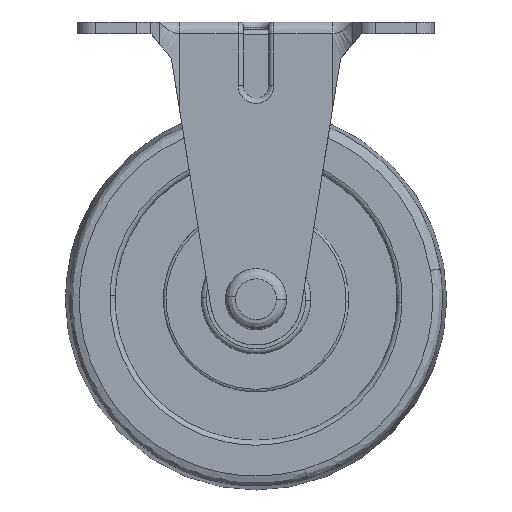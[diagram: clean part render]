
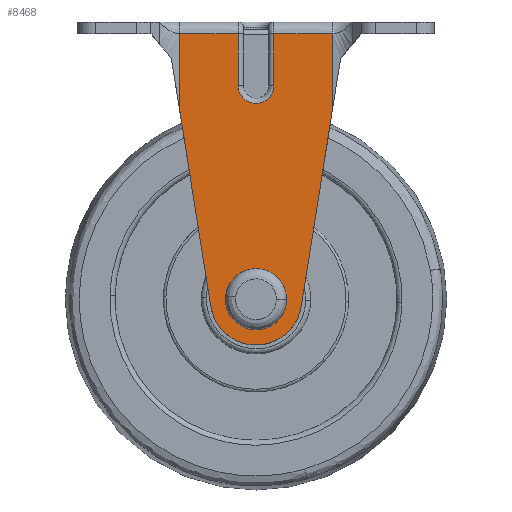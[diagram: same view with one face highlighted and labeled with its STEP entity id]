
A CAD part, front view. The second image highlights one B-rep face of the part: STEP entity #8468.
In plain terms, the highlighted free-form (B-spline) face has degree [1, 1] with [2, 2] control points.
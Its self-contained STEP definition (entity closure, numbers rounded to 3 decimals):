
#2623=CARTESIAN_POINT('',(-3.25,-15.3,0.028));
#2624=VERTEX_POINT('',#2623);
#2630=CARTESIAN_POINT('',(0.0,-15.3,-3.25));
#2631=VERTEX_POINT('',#2630);
#2632=CARTESIAN_POINT('',(-3.25,-15.3,0.028));
#2633=CARTESIAN_POINT('',(-3.25,-15.3,0.014));
#2634=CARTESIAN_POINT('',(-3.25,-15.3,0.0));
#2635=CARTESIAN_POINT('',(-3.25,-15.3,-3.25));
#2636=CARTESIAN_POINT('',(0.0,-15.3,-3.25));
#2644=(BOUNDED_CURVE()B_SPLINE_CURVE(2,(#2632,#2633,#2634,#2635,#2636),.UNSPECIFIED.,.F.,.U.)B_SPLINE_CURVE_WITH_KNOTS((3,2,3),(0.248,0.25,0.5),.UNSPECIFIED.)CURVE()GEOMETRIC_REPRESENTATION_ITEM()RATIONAL_B_SPLINE_CURVE((0.996,0.998,1.0,0.707,1.0))REPRESENTATION_ITEM(''));
#2645=EDGE_CURVE('',#2624,#2631,#2644,.T.);
#2647=CARTESIAN_POINT('',(3.225,-15.3,-0.403));
#2648=VERTEX_POINT('',#2647);
#2649=CARTESIAN_POINT('',(0.0,-15.3,-3.25));
#2650=CARTESIAN_POINT('',(2.869,-15.3,-3.25));
#2651=CARTESIAN_POINT('',(3.225,-15.3,-0.403));
#2659=(BOUNDED_CURVE()B_SPLINE_CURVE(2,(#2649,#2650,#2651),.UNSPECIFIED.,.F.,.U.)B_SPLINE_CURVE_WITH_KNOTS((3,3),(0.5,0.729),.UNSPECIFIED.)CURVE()GEOMETRIC_REPRESENTATION_ITEM()RATIONAL_B_SPLINE_CURVE((1.0,0.732,0.954))REPRESENTATION_ITEM(''));
#2660=EDGE_CURVE('',#2631,#2648,#2659,.T.);
#2710=CARTESIAN_POINT('',(0.0,-15.3,3.25));
#2711=VERTEX_POINT('',#2710);
#2712=CARTESIAN_POINT('',(3.225,-15.3,-0.403));
#2713=CARTESIAN_POINT('',(3.25,-15.3,-0.202));
#2714=CARTESIAN_POINT('',(3.25,-15.3,0.0));
#2715=CARTESIAN_POINT('',(3.25,-15.3,3.25));
#2716=CARTESIAN_POINT('',(0.0,-15.3,3.25));
#2724=(BOUNDED_CURVE()B_SPLINE_CURVE(2,(#2712,#2713,#2714,#2715,#2716),.UNSPECIFIED.,.F.,.U.)B_SPLINE_CURVE_WITH_KNOTS((3,2,3),(0.729,0.75,1.0),.UNSPECIFIED.)CURVE()GEOMETRIC_REPRESENTATION_ITEM()RATIONAL_B_SPLINE_CURVE((0.954,0.975,1.0,0.707,1.0))REPRESENTATION_ITEM(''));
#2725=EDGE_CURVE('',#2648,#2711,#2724,.T.);
#2727=CARTESIAN_POINT('',(0.0,-15.3,3.25));
#2728=CARTESIAN_POINT('',(-3.222,-15.3,3.25));
#2729=CARTESIAN_POINT('',(-3.25,-15.3,0.028));
#2737=(BOUNDED_CURVE()B_SPLINE_CURVE(2,(#2727,#2728,#2729),.UNSPECIFIED.,.F.,.U.)B_SPLINE_CURVE_WITH_KNOTS((3,3),(0.0,0.248),.UNSPECIFIED.)CURVE()GEOMETRIC_REPRESENTATION_ITEM()RATIONAL_B_SPLINE_CURVE((1.0,0.709,0.996))REPRESENTATION_ITEM(''));
#2738=EDGE_CURVE('',#2711,#2624,#2737,.T.);
#4148=CARTESIAN_POINT('',(3.5,-15.3,52.2));
#4149=VERTEX_POINT('',#4148);
#4199=CARTESIAN_POINT('',(15.,-15.3,52.2));
#4200=VERTEX_POINT('',#4199);
#4224=CARTESIAN_POINT('',(15.,-15.3,52.2));
#4225=CARTESIAN_POINT('',(11.167,-15.3,52.2));
#4226=CARTESIAN_POINT('',(7.333,-15.3,52.2));
#4227=CARTESIAN_POINT('',(3.5,-15.3,52.2));
#4228=B_SPLINE_CURVE_WITH_KNOTS('',3,(#4224,#4225,#4226,#4227),.UNSPECIFIED.,.F.,.U.,(4,4),(0.667,1.),.UNSPECIFIED.);
#4229=EDGE_CURVE('',#4200,#4149,#4228,.T.);
#4366=CARTESIAN_POINT('',(-3.5,-15.3,52.2));
#4367=VERTEX_POINT('',#4366);
#4449=CARTESIAN_POINT('',(-15.0,-15.3,52.2));
#4450=VERTEX_POINT('',#4449);
#4464=CARTESIAN_POINT('',(-3.5,-15.3,52.2));
#4465=CARTESIAN_POINT('',(-7.333,-15.3,52.2));
#4466=CARTESIAN_POINT('',(-11.167,-15.3,52.2));
#4467=CARTESIAN_POINT('',(-15.0,-15.3,52.2));
#4468=B_SPLINE_CURVE_WITH_KNOTS('',3,(#4464,#4465,#4466,#4467),.UNSPECIFIED.,.F.,.U.,(4,4),(0.0,0.333),.UNSPECIFIED.);
#4469=EDGE_CURVE('',#4367,#4450,#4468,.T.);
#5412=CARTESIAN_POINT('',(3.5,-15.3,42.0));
#5413=VERTEX_POINT('',#5412);
#5414=CARTESIAN_POINT('',(3.5,-15.3,52.2));
#5415=CARTESIAN_POINT('',(3.5,-15.3,42.0));
#5416=QUASI_UNIFORM_CURVE('',1,(#5414,#5415),.UNSPECIFIED.,.F.,.U.);
#5417=EDGE_CURVE('',#4149,#5413,#5416,.T.);
#5468=CARTESIAN_POINT('',(-3.5,-15.3,42.0));
#5469=VERTEX_POINT('',#5468);
#5483=CARTESIAN_POINT('',(3.5,-15.3,42.0));
#5484=CARTESIAN_POINT('',(3.5,-15.3,38.5));
#5485=CARTESIAN_POINT('',(0.0,-15.3,38.5));
#5486=CARTESIAN_POINT('',(-3.5,-15.3,38.5));
#5487=CARTESIAN_POINT('',(-3.5,-15.3,42.0));
#5495=(BOUNDED_CURVE()B_SPLINE_CURVE(2,(#5483,#5484,#5485,#5486,#5487),.UNSPECIFIED.,.F.,.U.)B_SPLINE_CURVE_WITH_KNOTS((3,2,3),(0.0,0.5,1.0),.UNSPECIFIED.)CURVE()GEOMETRIC_REPRESENTATION_ITEM()RATIONAL_B_SPLINE_CURVE((1.0,0.707,1.0,0.707,1.0))REPRESENTATION_ITEM(''));
#5496=EDGE_CURVE('',#5413,#5469,#5495,.T.);
#5582=CARTESIAN_POINT('',(-3.5,-15.3,42.0));
#5583=CARTESIAN_POINT('',(-3.5,-15.3,52.2));
#5584=QUASI_UNIFORM_CURVE('',1,(#5582,#5583),.UNSPECIFIED.,.F.,.U.);
#5585=EDGE_CURVE('',#5469,#4367,#5584,.T.);
#6702=CARTESIAN_POINT('',(15.,-15.3,37.05));
#6703=VERTEX_POINT('',#6702);
#6704=CARTESIAN_POINT('',(8.889,-15.3,-1.412));
#6705=VERTEX_POINT('',#6704);
#6706=CARTESIAN_POINT('',(15.,-15.3,37.05));
#6707=CARTESIAN_POINT('',(8.889,-15.3,-1.412));
#6708=QUASI_UNIFORM_CURVE('',1,(#6706,#6707),.UNSPECIFIED.,.F.,.U.);
#6709=EDGE_CURVE('',#6703,#6705,#6708,.T.);
#6819=CARTESIAN_POINT('',(-8.888,-15.3,-1.412));
#6820=VERTEX_POINT('',#6819);
#6821=CARTESIAN_POINT('',(-15.0,-15.3,37.05));
#6822=VERTEX_POINT('',#6821);
#6823=CARTESIAN_POINT('',(-8.888,-15.3,-1.412));
#6824=CARTESIAN_POINT('',(-15.0,-15.3,37.05));
#6825=QUASI_UNIFORM_CURVE('',1,(#6823,#6824),.UNSPECIFIED.,.F.,.U.);
#6826=EDGE_CURVE('',#6820,#6822,#6825,.T.);
#6907=CARTESIAN_POINT('',(-8.888,-15.3,-1.412));
#6908=CARTESIAN_POINT('',(-7.683,-15.3,-9.));
#6909=CARTESIAN_POINT('',(0.,-15.3,-9.));
#6910=CARTESIAN_POINT('',(7.683,-15.3,-9.));
#6911=CARTESIAN_POINT('',(8.889,-15.3,-1.412));
#6919=(BOUNDED_CURVE()B_SPLINE_CURVE(2,(#6907,#6908,#6909,#6910,#6911),.UNSPECIFIED.,.F.,.U.)B_SPLINE_CURVE_WITH_KNOTS((3,2,3),(0.0,0.5,1.0),.UNSPECIFIED.)CURVE()GEOMETRIC_REPRESENTATION_ITEM()RATIONAL_B_SPLINE_CURVE((1.0,0.761,1.0,0.761,1.0))REPRESENTATION_ITEM(''));
#6920=EDGE_CURVE('',#6820,#6705,#6919,.T.);
#8202=CARTESIAN_POINT('',(-15.0,-15.3,37.05));
#8203=CARTESIAN_POINT('',(-15.0,-15.3,52.2));
#8204=QUASI_UNIFORM_CURVE('',1,(#8202,#8203),.UNSPECIFIED.,.F.,.U.);
#8205=EDGE_CURVE('',#6822,#4450,#8204,.T.);
#8234=CARTESIAN_POINT('',(15.,-15.3,37.05));
#8235=CARTESIAN_POINT('',(15.,-15.3,52.2));
#8236=QUASI_UNIFORM_CURVE('',1,(#8234,#8235),.UNSPECIFIED.,.F.,.U.);
#8237=EDGE_CURVE('',#6703,#4200,#8236,.T.);
#8445=CARTESIAN_POINT('',(-16.499,-15.3,-12.057));
#8446=CARTESIAN_POINT('',(-16.499,-15.3,55.257));
#8447=CARTESIAN_POINT('',(16.499,-15.3,-12.057));
#8448=CARTESIAN_POINT('',(16.499,-15.3,55.257));
#8449=B_SPLINE_SURFACE_WITH_KNOTS('',1,1,((#8445,#8447),(#8446,#8448)),.UNSPECIFIED.,.F.,.F.,.U.,(2,2),(2,2),(0.0,67.314),(0.0,32.997),.UNSPECIFIED.);
#8450=ORIENTED_EDGE('',*,*,#8237,.T.);
#8451=ORIENTED_EDGE('',*,*,#4229,.T.);
#8452=ORIENTED_EDGE('',*,*,#5417,.T.);
#8453=ORIENTED_EDGE('',*,*,#5496,.T.);
#8454=ORIENTED_EDGE('',*,*,#5585,.T.);
#8455=ORIENTED_EDGE('',*,*,#4469,.T.);
#8456=ORIENTED_EDGE('',*,*,#8205,.F.);
#8457=ORIENTED_EDGE('',*,*,#6826,.F.);
#8458=ORIENTED_EDGE('',*,*,#6920,.T.);
#8459=ORIENTED_EDGE('',*,*,#6709,.F.);
#8460=EDGE_LOOP('',(#8450,#8451,#8452,#8453,#8454,#8455,#8456,#8457,#8458,#8459));
#8461=FACE_OUTER_BOUND('',#8460,.T.);
#8462=ORIENTED_EDGE('',*,*,#2738,.F.);
#8463=ORIENTED_EDGE('',*,*,#2725,.F.);
#8464=ORIENTED_EDGE('',*,*,#2660,.F.);
#8465=ORIENTED_EDGE('',*,*,#2645,.F.);
#8466=EDGE_LOOP('',(#8462,#8463,#8464,#8465));
#8467=FACE_BOUND('',#8466,.T.);
#8468=ADVANCED_FACE('',(#8461,#8467),#8449,.F.);
